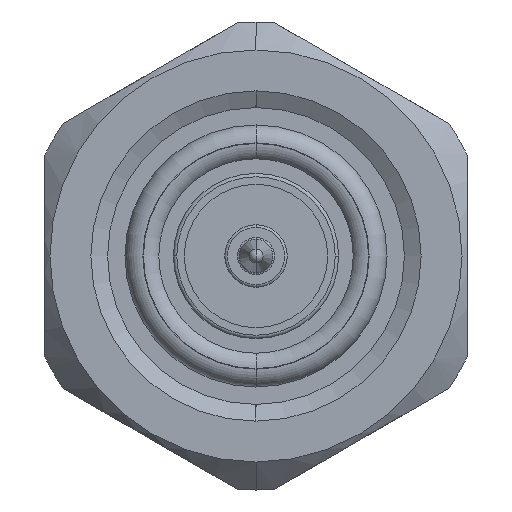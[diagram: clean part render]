
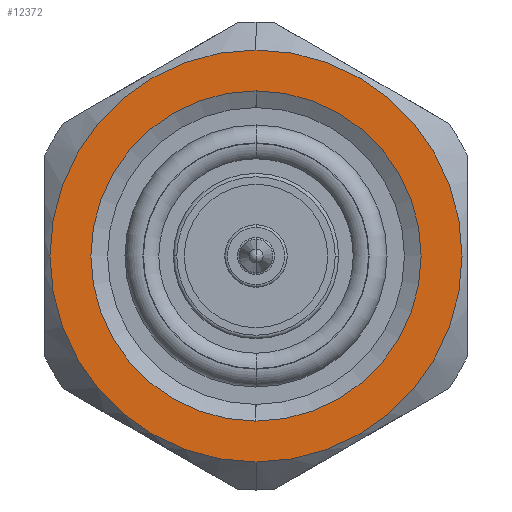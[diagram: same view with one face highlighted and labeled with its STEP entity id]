
A CAD part, left-side view. The second image highlights one B-rep face of the part: STEP entity #12372.
In plain terms, the highlighted planar face has unit normal (-1, 0, 0).
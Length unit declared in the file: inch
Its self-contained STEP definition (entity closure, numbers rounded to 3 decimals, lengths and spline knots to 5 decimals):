
#152 = VERTEX_POINT ( 'NONE', #18365 ) ;
#1676 = DIRECTION ( 'NONE',  ( 0., 0., 1. ) ) ;
#2449 = DIRECTION ( 'NONE',  ( 0., 0., 1. ) ) ;
#2531 = DIRECTION ( 'NONE',  ( -1., 0., 0. ) ) ;
#3662 = DIRECTION ( 'NONE',  ( -1., 0., 0. ) ) ;
#3761 = DIRECTION ( 'NONE',  ( 0., 0., 1. ) ) ;
#4256 = CIRCLE ( 'NONE', #10281, 0.39625 ) ;
#4717 = CIRCLE ( 'NONE', #6853, 0.3175 ) ;
#5909 = CIRCLE ( 'NONE', #10952, 0.3175 ) ;
#6853 = AXIS2_PLACEMENT_3D ( 'NONE', #13239, #2531, #2449 ) ;
#7757 = DIRECTION ( 'NONE',  ( 0., 0., -1. ) ) ;
#7992 = CARTESIAN_POINT ( 'NONE',  ( -0.3185, 0.3175, 0. ) ) ;
#8300 = EDGE_CURVE ( 'NONE', #13634, #22713, #18473, .T. ) ;
#9145 = CARTESIAN_POINT ( 'NONE',  ( -0.3185, 0., 0.39625 ) ) ;
#9181 = EDGE_CURVE ( 'NONE', #152, #13968, #5909, .T. ) ;
#9809 = PLANE ( 'NONE',  #15581 ) ;
#9879 = AXIS2_PLACEMENT_3D ( 'NONE', #11297, #16465, #3761 ) ;
#10281 = AXIS2_PLACEMENT_3D ( 'NONE', #12551, #3662, #1676 ) ;
#10577 = FACE_OUTER_BOUND ( 'NONE', #22619, .T. ) ;
#10952 = AXIS2_PLACEMENT_3D ( 'NONE', #15869, #14064, #17687 ) ;
#11297 = CARTESIAN_POINT ( 'NONE',  ( -0.3185, 0., 0. ) ) ;
#12372 = ADVANCED_FACE ( 'NONE', ( #15703, #10577 ), #9809, .F. ) ;
#12551 = CARTESIAN_POINT ( 'NONE',  ( -0.3185, 0., 0. ) ) ;
#12645 = EDGE_LOOP ( 'NONE', ( #20657, #14240 ) ) ;
#13239 = CARTESIAN_POINT ( 'NONE',  ( -0.3185, 0., 0. ) ) ;
#13313 = CARTESIAN_POINT ( 'NONE',  ( -0.3185, 0., -0.3175 ) ) ;
#13634 = VERTEX_POINT ( 'NONE', #17665 ) ;
#13968 = VERTEX_POINT ( 'NONE', #13313 ) ;
#14064 = DIRECTION ( 'NONE',  ( -1., 0., 0. ) ) ;
#14240 = ORIENTED_EDGE ( 'NONE', *, *, #16872, .F. ) ;
#15552 = ORIENTED_EDGE ( 'NONE', *, *, #21677, .T. ) ;
#15581 = AXIS2_PLACEMENT_3D ( 'NONE', #7992, #22527, #7757 ) ;
#15703 = FACE_BOUND ( 'NONE', #12645, .T. ) ;
#15869 = CARTESIAN_POINT ( 'NONE',  ( -0.3185, 0., 0. ) ) ;
#16465 = DIRECTION ( 'NONE',  ( -1., 0., 0. ) ) ;
#16872 = EDGE_CURVE ( 'NONE', #13968, #152, #4717, .T. ) ;
#17665 = CARTESIAN_POINT ( 'NONE',  ( -0.3185, 0., -0.39625 ) ) ;
#17687 = DIRECTION ( 'NONE',  ( 0., 0., 1. ) ) ;
#18365 = CARTESIAN_POINT ( 'NONE',  ( -0.3185, 0., 0.3175 ) ) ;
#18473 = CIRCLE ( 'NONE', #9879, 0.39625 ) ;
#18643 = ORIENTED_EDGE ( 'NONE', *, *, #8300, .T. ) ;
#20657 = ORIENTED_EDGE ( 'NONE', *, *, #9181, .F. ) ;
#21677 = EDGE_CURVE ( 'NONE', #22713, #13634, #4256, .T. ) ;
#22527 = DIRECTION ( 'NONE',  ( 1., 0., 0. ) ) ;
#22619 = EDGE_LOOP ( 'NONE', ( #18643, #15552 ) ) ;
#22713 = VERTEX_POINT ( 'NONE', #9145 ) ;
